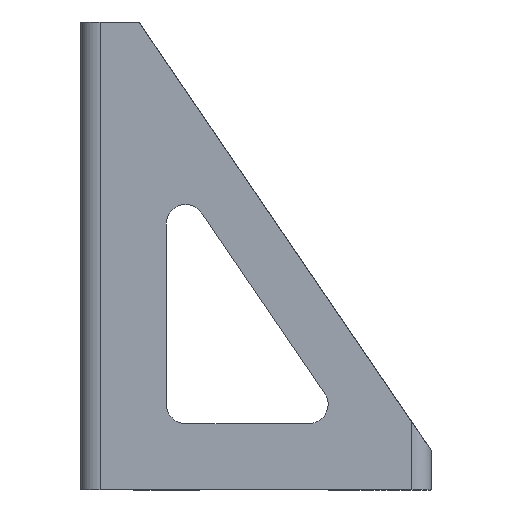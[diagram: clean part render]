
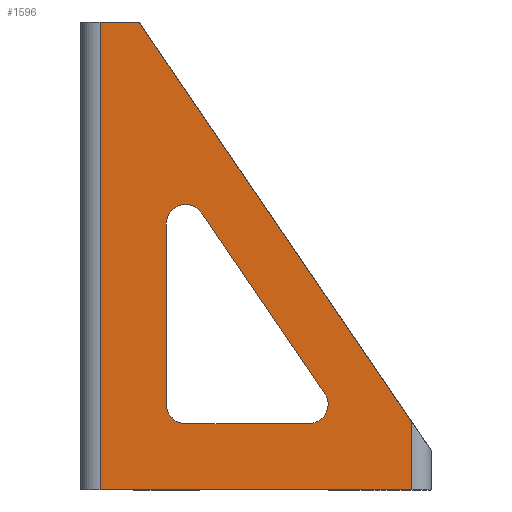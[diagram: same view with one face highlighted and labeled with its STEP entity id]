
A CAD part, left-side view. The second image highlights one B-rep face of the part: STEP entity #1596.
In plain terms, the highlighted planar face has unit normal (-1, 0, 0).
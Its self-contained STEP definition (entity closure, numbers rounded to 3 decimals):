
#32=FACE_BOUND('',#234,.T.);
#68=PLANE('',#1766);
#140=FACE_OUTER_BOUND('',#233,.T.);
#233=EDGE_LOOP('',(#1396,#1397,#1398,#1399,#1400));
#234=EDGE_LOOP('',(#1401,#1402,#1403,#1404,#1405,#1406));
#315=LINE('',#2483,#465);
#318=LINE('',#2494,#468);
#321=LINE('',#2503,#471);
#378=LINE('',#2665,#528);
#382=LINE('',#2678,#532);
#386=LINE('',#2686,#536);
#390=LINE('',#2695,#540);
#392=LINE('',#2698,#542);
#465=VECTOR('',#1983,10.);
#468=VECTOR('',#1994,10.);
#471=VECTOR('',#2005,10.);
#528=VECTOR('',#2178,10.);
#532=VECTOR('',#2192,10.);
#536=VECTOR('',#2202,10.);
#540=VECTOR('',#2210,10.);
#542=VECTOR('',#2214,10.);
#596=CIRCLE('',#1688,1.);
#598=CIRCLE('',#1692,1.);
#600=CIRCLE('',#1696,1.);
#715=VERTEX_POINT('',#2473);
#716=VERTEX_POINT('',#2475);
#718=VERTEX_POINT('',#2481);
#721=VERTEX_POINT('',#2488);
#722=VERTEX_POINT('',#2490);
#724=VERTEX_POINT('',#2499);
#770=VERTEX_POINT('',#2662);
#771=VERTEX_POINT('',#2664);
#775=VERTEX_POINT('',#2676);
#776=VERTEX_POINT('',#2685);
#779=VERTEX_POINT('',#2694);
#889=EDGE_CURVE('',#715,#716,#596,.T.);
#893=EDGE_CURVE('',#715,#718,#315,.T.);
#896=EDGE_CURVE('',#721,#722,#598,.T.);
#898=EDGE_CURVE('',#721,#716,#318,.T.);
#902=EDGE_CURVE('',#724,#718,#600,.T.);
#903=EDGE_CURVE('',#724,#722,#321,.T.);
#984=EDGE_CURVE('',#771,#770,#378,.T.);
#991=EDGE_CURVE('',#775,#770,#382,.T.);
#995=EDGE_CURVE('',#771,#776,#386,.T.);
#1000=EDGE_CURVE('',#779,#776,#390,.T.);
#1002=EDGE_CURVE('',#775,#779,#392,.T.);
#1396=ORIENTED_EDGE('',*,*,#991,.F.);
#1397=ORIENTED_EDGE('',*,*,#1002,.T.);
#1398=ORIENTED_EDGE('',*,*,#1000,.T.);
#1399=ORIENTED_EDGE('',*,*,#995,.F.);
#1400=ORIENTED_EDGE('',*,*,#984,.T.);
#1401=ORIENTED_EDGE('',*,*,#903,.T.);
#1402=ORIENTED_EDGE('',*,*,#896,.F.);
#1403=ORIENTED_EDGE('',*,*,#898,.T.);
#1404=ORIENTED_EDGE('',*,*,#889,.F.);
#1405=ORIENTED_EDGE('',*,*,#893,.T.);
#1406=ORIENTED_EDGE('',*,*,#902,.F.);
#1596=ADVANCED_FACE('',(#140,#32),#68,.T.);
#1688=AXIS2_PLACEMENT_3D('',#2476,#1976,#1977);
#1692=AXIS2_PLACEMENT_3D('',#2491,#1989,#1990);
#1696=AXIS2_PLACEMENT_3D('',#2501,#2001,#2002);
#1766=AXIS2_PLACEMENT_3D('',#2697,#2212,#2213);
#1976=DIRECTION('center_axis',(-1.,0.,0.));
#1977=DIRECTION('ref_axis',(0.,0.295,0.956));
#1983=DIRECTION('',(0.,-0.563,-0.826));
#1989=DIRECTION('center_axis',(-1.,0.,0.));
#1990=DIRECTION('ref_axis',(0.,0.707,-0.707));
#1994=DIRECTION('',(0.,0.,1.));
#2001=DIRECTION('center_axis',(-1.,0.,0.));
#2002=DIRECTION('ref_axis',(0.,-0.884,-0.467));
#2005=DIRECTION('',(0.,1.,0.));
#2178=DIRECTION('',(0.,-1.,0.));
#2192=DIRECTION('',(0.,0.,-1.));
#2202=DIRECTION('',(0.,0.,1.));
#2210=DIRECTION('',(0.,1.,0.));
#2212=DIRECTION('center_axis',(-1.,0.,0.));
#2213=DIRECTION('ref_axis',(0.,0.,1.));
#2214=DIRECTION('',(0.,0.563,0.826));
#2473=CARTESIAN_POINT('',(-2.5,-3.226,10.702));
#2475=CARTESIAN_POINT('',(-2.5,-1.4,10.139));
#2476=CARTESIAN_POINT('Origin',(-2.5,-2.4,10.139));
#2481=CARTESIAN_POINT('',(-2.5,-9.526,1.463));
#2483=CARTESIAN_POINT('',(-2.5,-7.862,3.904));
#2488=CARTESIAN_POINT('',(-2.5,-1.4,0.9));
#2490=CARTESIAN_POINT('',(-2.5,-2.4,-0.1));
#2491=CARTESIAN_POINT('Origin',(-2.5,-2.4,0.9));
#2494=CARTESIAN_POINT('',(-2.5,-1.4,10.94));
#2499=CARTESIAN_POINT('',(-2.5,-8.699,-0.1));
#2501=CARTESIAN_POINT('Origin',(-2.5,-8.699,0.9));
#2503=CARTESIAN_POINT('',(-2.5,-3.7,-0.1));
#2662=CARTESIAN_POINT('',(-2.5,-14.,-3.5));
#2664=CARTESIAN_POINT('',(-2.5,2.,-3.5));
#2665=CARTESIAN_POINT('',(-2.5,3.,-3.5));
#2676=CARTESIAN_POINT('',(-2.5,-14.,-0.033));
#2678=CARTESIAN_POINT('',(-2.5,-14.,3.));
#2685=CARTESIAN_POINT('',(-2.5,2.,20.5));
#2686=CARTESIAN_POINT('',(-2.5,2.,9.));
#2694=CARTESIAN_POINT('',(-2.5,0.,20.5));
#2695=CARTESIAN_POINT('',(-2.5,0.,20.5));
#2697=CARTESIAN_POINT('Origin',(-2.5,-6.,8.5));
#2698=CARTESIAN_POINT('',(-2.5,0.,20.5));
